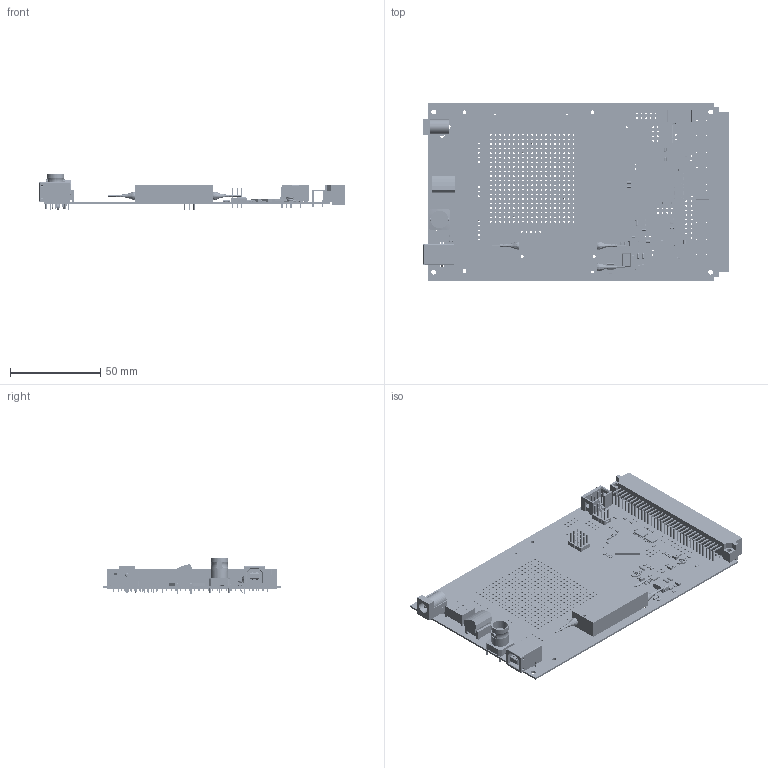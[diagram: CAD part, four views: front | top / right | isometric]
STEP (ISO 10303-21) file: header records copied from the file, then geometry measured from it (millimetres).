
FILE_DESCRIPTION (( 'STEP AP214' ), '1' );
FILE_NAME ('MTN005078-E0W.STEP', '2015-05-19T14:48:08', ( '' ), ( '' ), 'SwSTEP 2.0', 'SolidWorks 2014', '' );
FILE_SCHEMA (( 'AUTOMOTIVE_DESIGN' ));
Length unit declared in the file: millimetre
Products named in the file (108): User_Library-Melf_0102_Ring_1_1; C16-2141; C19-2141; IC5-2141; SW3dPS-kycon_kld-0202-a; C27-2141; User_Library-Melf_0102_Ring_2_1; C15-2141; C18-2141; IC4-2141; Multimec_taster_12_5mm; 0805; User_Library-Melf_0102_Ring_5_1; C14-2141; RS2-2141; TSSOP-20; Multimec_Tasterkappe_12_5mm_Standard; CON8-2141; User_Library-Melf_0102_Anschl_X_FCsse_1; C13-2141; RS1-2141; IC3-2141; Multimec_Taster_Standard; M0075_04_0005_usb; User_Library-Melf_0102_Ring_3_1; C12-2141; RArray-1206-4; TSSOP-8; 7-Segment-King_Bright_SA39-11; SW3dPS-67068-0000-molex; User_Library-Melf_0102_Ring_4_1; C11-2141; User_Library-Array-1206-4Way-Var2-1_Anschl_X_FCsse_1; IC1-2141; Stiftleiste_2x4; Board-2141; User_Library-Melf_0102_K_X_F6rper_1; C10-2141; User_Library-Array-1206-4Way-Var2-1_Beschriftung_1; 632135520 ...
Assembly tree (166 placements, depth 5):
  MTN005078-E0W
    2141_5.0_3D
      Board-2141
      CON8-2141
        M0075_04_0005_usb
          SW3dPS-67068-0000-molex
      C27-2141
        0805
      C26-2141
        0805
      C25-2141
        0805
      C1-2141
        0805
      C2-2141
        0805
      C3-2141
        0805
      C4-2141
        CAP_SMDTA_A
      C5-2141
        0805
      C6-2141
        0805
      C7-2141
        0805
      C8-2141
        0805
      C9-2141
        0805
      C10-2141
        CAP_SMDTA_D
      C11-2141
        0805
      C12-2141
        CAP_SMDTA_A
      C13-2141
        0805
      C14-2141
        0805
      C15-2141
        0805
      C16-2141
        0805
      C17-2141
        0805
      CON2-2141
        0918_SEK_low_profile_male_header_straight_6-pin_2_9_PCB
      D1-2141
        629351680
          Extruded
      D2-2141
        Minimelf-D
      D3-2141
        Minimelf-D
      D4-2141
        Minimelf-D
      D5-2141
        Minimelf-D
      IC1-2141
Bounding box: 169.66 x 98.48 x 20.5 mm (x, y, z)
Volume: 37216.5 mm3; surface area: 53813.1 mm2
Topology: 299 solids, 299 shells, 8774 faces, 22365 edges, 14441 vertices
Faces by surface type: plane 4330, cylinder 2337, bspline 1967, torus 138, sphere 2
Entity records: 216423 total; most frequent: CARTESIAN_POINT 47635, ORIENTED_EDGE 25132, DIRECTION 24106, EDGE_CURVE 12566, VERTEX_POINT 8291, VECTOR 8210, LINE 8210, AXIS2_PLACEMENT_3D 7948
